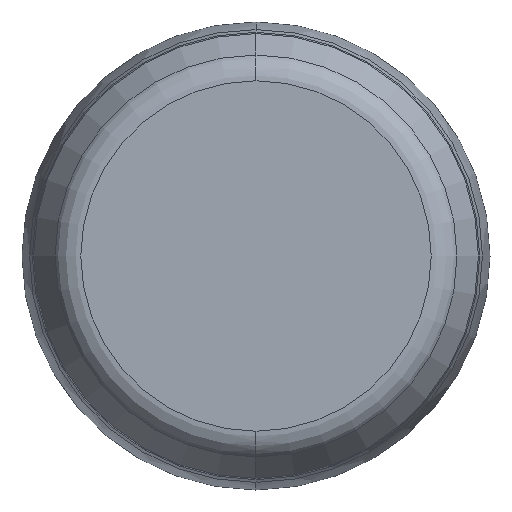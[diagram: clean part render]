
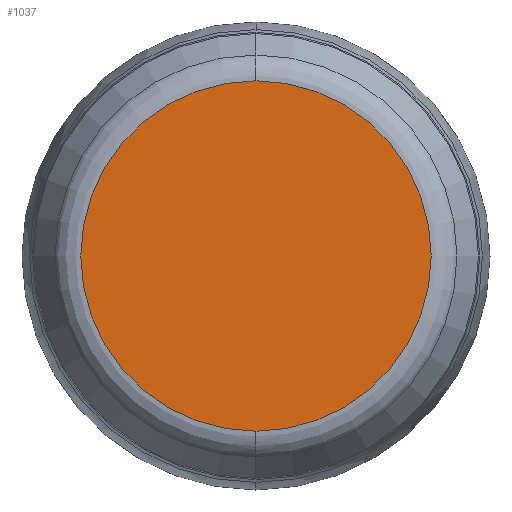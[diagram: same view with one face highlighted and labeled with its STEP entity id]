
A CAD part, left-side view. The second image highlights one B-rep face of the part: STEP entity #1037.
In plain terms, the highlighted planar face has unit normal (-1, 0, 0).
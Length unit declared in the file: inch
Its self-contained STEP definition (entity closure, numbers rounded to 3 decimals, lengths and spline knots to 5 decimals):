
#29 = AXIS2_PLACEMENT_3D ( 'NONE', #905, #1026, #914 ) ;
#38 = EDGE_LOOP ( 'NONE', ( #1285, #1176 ) ) ;
#176 = FACE_OUTER_BOUND ( 'NONE', #38, .T. ) ;
#212 = AXIS2_PLACEMENT_3D ( 'NONE', #352, #759, #746 ) ;
#251 = CARTESIAN_POINT ( 'NONE',  ( 0., 0., 0.23574 ) ) ;
#317 = CIRCLE ( 'NONE', #595, 0.23574 ) ;
#339 = PLANE ( 'NONE',  #212 ) ;
#352 = CARTESIAN_POINT ( 'NONE',  ( 0., 0., 0. ) ) ;
#360 = EDGE_CURVE ( 'NONE', #1019, #403, #717, .T. ) ;
#403 = VERTEX_POINT ( 'NONE', #1218 ) ;
#492 = CARTESIAN_POINT ( 'NONE',  ( 0., 0., 0. ) ) ;
#595 = AXIS2_PLACEMENT_3D ( 'NONE', #492, #1205, #611 ) ;
#611 = DIRECTION ( 'NONE',  ( 0., 0., 1. ) ) ;
#717 = CIRCLE ( 'NONE', #29, 0.23574 ) ;
#746 = DIRECTION ( 'NONE',  ( 0., 0., -1. ) ) ;
#759 = DIRECTION ( 'NONE',  ( 1., 0., 0. ) ) ;
#904 = EDGE_CURVE ( 'NONE', #403, #1019, #317, .T. ) ;
#905 = CARTESIAN_POINT ( 'NONE',  ( 0., 0., 0. ) ) ;
#914 = DIRECTION ( 'NONE',  ( 0., 0., 1. ) ) ;
#1019 = VERTEX_POINT ( 'NONE', #251 ) ;
#1026 = DIRECTION ( 'NONE',  ( -1., 0., 0. ) ) ;
#1037 = ADVANCED_FACE ( 'NONE', ( #176 ), #339, .F. ) ;
#1176 = ORIENTED_EDGE ( 'NONE', *, *, #904, .T. ) ;
#1205 = DIRECTION ( 'NONE',  ( -1., 0., 0. ) ) ;
#1218 = CARTESIAN_POINT ( 'NONE',  ( 0., 0., -0.23574 ) ) ;
#1285 = ORIENTED_EDGE ( 'NONE', *, *, #360, .T. ) ;
